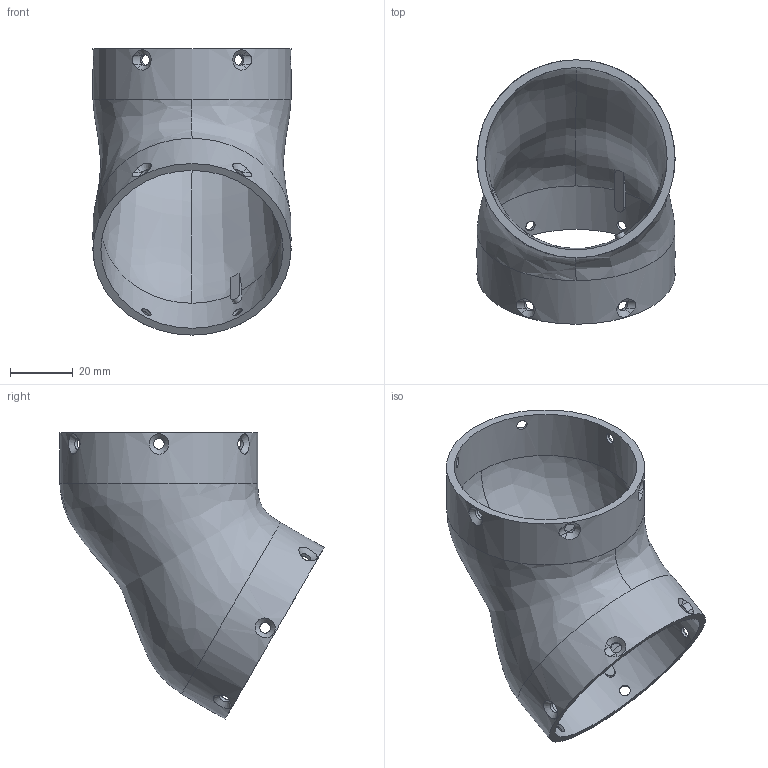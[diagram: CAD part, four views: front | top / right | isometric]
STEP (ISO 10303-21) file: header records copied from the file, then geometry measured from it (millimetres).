
FILE_DESCRIPTION(/* description */ (''),/* implementation_level */ '2;1');
FILE_NAME(/* name */ 'Link5.step',/* time_stamp */ '2021-05-08T15:59:07-04:00',/* author */ (''),/* organization */ (''),/* preprocessor_version */ 'ST-DEVELOPER v18.1',/* originating_system */ 'Autodesk Translation Framework v10.6.0.1341',/* authorisation */ '');
FILE_SCHEMA (('AUTOMOTIVE_DESIGN { 1 0 10303 214 3 1 1 }'));
Length unit declared in the file: millimetre
Products named in the file (2): Link5; Link - wrist Mico
Assembly tree (1 placements, depth 2):
  Link5
    Link - wrist Mico
Bounding box: 63 x 84.06 x 91.04 mm (x, y, z)
Volume: 36959.4 mm3; surface area: 29844.5 mm2
Topology: 1 solids, 1 shells, 74 faces, 213 edges, 139 vertices
Faces by surface type: plane 29, cylinder 18, cone 15, bspline 12
Full cylindrical faces by diameter (mm): 3.4 x12, 58 x2, 63 x2
Entity records: 13496 total; most frequent: CARTESIAN_POINT 11640, ORIENTED_EDGE 426, DIRECTION 293, EDGE_CURVE 213, VERTEX_POINT 139, AXIS2_PLACEMENT_3D 112, EDGE_LOOP 98, B_SPLINE_CURVE_WITH_KNOTS 95
